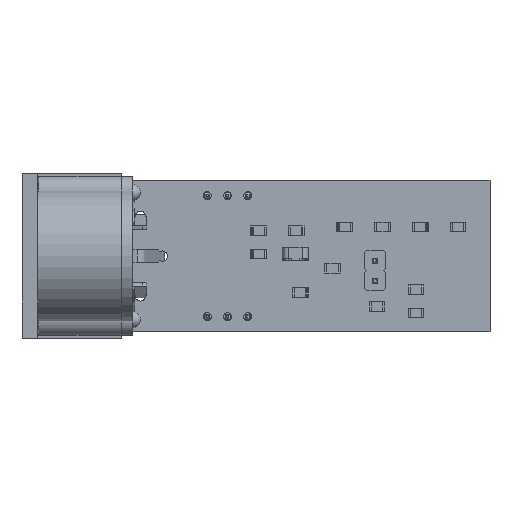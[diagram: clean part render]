
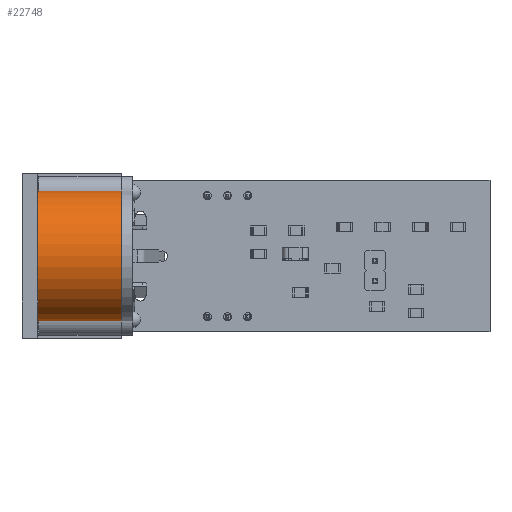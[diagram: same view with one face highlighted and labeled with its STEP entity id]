
A CAD part, top view. The second image highlights one B-rep face of the part: STEP entity #22748.
In plain terms, the highlighted cylindrical face has radius 8.4 mm (diameter 16.8 mm), a partial arc.
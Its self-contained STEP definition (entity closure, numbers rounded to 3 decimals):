
#22748 = ADVANCED_FACE('',(#22749),#22764,.T.);
#22749 = FACE_BOUND('',#22750,.T.);
#22750 = EDGE_LOOP('',(#22751,#22787,#22815,#22844));
#22751 = ORIENTED_EDGE('',*,*,#22752,.F.);
#22752 = EDGE_CURVE('',#22753,#22755,#22757,.T.);
#22753 = VERTEX_POINT('',#22754);
#22754 = CARTESIAN_POINT('',(-8.4,10.,-12.5));
#22755 = VERTEX_POINT('',#22756);
#22756 = CARTESIAN_POINT('',(8.4,10.,-12.5));
#22757 = SURFACE_CURVE('',#22758,(#22763,#22775),.PCURVE_S1.);
#22758 = CIRCLE('',#22759,8.4);
#22759 = AXIS2_PLACEMENT_3D('',#22760,#22761,#22762);
#22760 = CARTESIAN_POINT('',(0.,10.,-12.5));
#22761 = DIRECTION('',(0.,0.,-1.));
#22762 = DIRECTION('',(-1.,0.,0.));
#22763 = PCURVE('',#22764,#22769);
#22764 = CYLINDRICAL_SURFACE('',#22765,8.4);
#22765 = AXIS2_PLACEMENT_3D('',#22766,#22767,#22768);
#22766 = CARTESIAN_POINT('',(0.,10.,-12.5));
#22767 = DIRECTION('',(0.,0.,1.));
#22768 = DIRECTION('',(1.,0.,0.));
#22769 = DEFINITIONAL_REPRESENTATION('',(#22770),#22774);
#22770 = LINE('',#22771,#22772);
#22771 = CARTESIAN_POINT('',(3.142,0.));
#22772 = VECTOR('',#22773,1.);
#22773 = DIRECTION('',(-1.,0.));
#22774 = ( GEOMETRIC_REPRESENTATION_CONTEXT(2) 
PARAMETRIC_REPRESENTATION_CONTEXT() REPRESENTATION_CONTEXT('2D SPACE',''
  ) );
#22775 = PCURVE('',#22776,#22781);
#22776 = PLANE('',#22777);
#22777 = AXIS2_PLACEMENT_3D('',#22778,#22779,#22780);
#22778 = CARTESIAN_POINT('',(0.,10.,-12.5));
#22779 = DIRECTION('',(0.,0.,-1.));
#22780 = DIRECTION('',(-1.,0.,0.));
#22781 = DEFINITIONAL_REPRESENTATION('',(#22782),#22786);
#22782 = CIRCLE('',#22783,8.4);
#22783 = AXIS2_PLACEMENT_2D('',#22784,#22785);
#22784 = CARTESIAN_POINT('',(0.,0.));
#22785 = DIRECTION('',(1.,0.));
#22786 = ( GEOMETRIC_REPRESENTATION_CONTEXT(2) 
PARAMETRIC_REPRESENTATION_CONTEXT() REPRESENTATION_CONTEXT('2D SPACE',''
  ) );
#22787 = ORIENTED_EDGE('',*,*,#22788,.T.);
#22788 = EDGE_CURVE('',#22753,#22789,#22791,.T.);
#22789 = VERTEX_POINT('',#22790);
#22790 = CARTESIAN_POINT('',(-8.4,10.,-2.));
#22791 = SURFACE_CURVE('',#22792,(#22796,#22803),.PCURVE_S1.);
#22792 = LINE('',#22793,#22794);
#22793 = CARTESIAN_POINT('',(-8.4,10.,-12.5));
#22794 = VECTOR('',#22795,1.);
#22795 = DIRECTION('',(0.,0.,1.));
#22796 = PCURVE('',#22764,#22797);
#22797 = DEFINITIONAL_REPRESENTATION('',(#22798),#22802);
#22798 = LINE('',#22799,#22800);
#22799 = CARTESIAN_POINT('',(3.142,0.));
#22800 = VECTOR('',#22801,1.);
#22801 = DIRECTION('',(0.,1.));
#22802 = ( GEOMETRIC_REPRESENTATION_CONTEXT(2) 
PARAMETRIC_REPRESENTATION_CONTEXT() REPRESENTATION_CONTEXT('2D SPACE',''
  ) );
#22803 = PCURVE('',#22804,#22809);
#22804 = CYLINDRICAL_SURFACE('',#22805,8.4);
#22805 = AXIS2_PLACEMENT_3D('',#22806,#22807,#22808);
#22806 = CARTESIAN_POINT('',(0.,10.,-12.5));
#22807 = DIRECTION('',(0.,0.,1.));
#22808 = DIRECTION('',(1.,0.,0.));
#22809 = DEFINITIONAL_REPRESENTATION('',(#22810),#22814);
#22810 = LINE('',#22811,#22812);
#22811 = CARTESIAN_POINT('',(3.142,0.));
#22812 = VECTOR('',#22813,1.);
#22813 = DIRECTION('',(0.,1.));
#22814 = ( GEOMETRIC_REPRESENTATION_CONTEXT(2) 
PARAMETRIC_REPRESENTATION_CONTEXT() REPRESENTATION_CONTEXT('2D SPACE',''
  ) );
#22815 = ORIENTED_EDGE('',*,*,#22816,.T.);
#22816 = EDGE_CURVE('',#22789,#22817,#22819,.T.);
#22817 = VERTEX_POINT('',#22818);
#22818 = CARTESIAN_POINT('',(8.4,10.,-2.));
#22819 = SURFACE_CURVE('',#22820,(#22825,#22832),.PCURVE_S1.);
#22820 = CIRCLE('',#22821,8.4);
#22821 = AXIS2_PLACEMENT_3D('',#22822,#22823,#22824);
#22822 = CARTESIAN_POINT('',(0.,10.,-2.));
#22823 = DIRECTION('',(0.,0.,-1.));
#22824 = DIRECTION('',(-1.,0.,0.));
#22825 = PCURVE('',#22764,#22826);
#22826 = DEFINITIONAL_REPRESENTATION('',(#22827),#22831);
#22827 = LINE('',#22828,#22829);
#22828 = CARTESIAN_POINT('',(3.142,10.5));
#22829 = VECTOR('',#22830,1.);
#22830 = DIRECTION('',(-1.,0.));
#22831 = ( GEOMETRIC_REPRESENTATION_CONTEXT(2) 
PARAMETRIC_REPRESENTATION_CONTEXT() REPRESENTATION_CONTEXT('2D SPACE',''
  ) );
#22832 = PCURVE('',#22833,#22838);
#22833 = PLANE('',#22834);
#22834 = AXIS2_PLACEMENT_3D('',#22835,#22836,#22837);
#22835 = CARTESIAN_POINT('',(0.,10.,-2.));
#22836 = DIRECTION('',(0.,0.,-1.));
#22837 = DIRECTION('',(-1.,0.,0.));
#22838 = DEFINITIONAL_REPRESENTATION('',(#22839),#22843);
#22839 = CIRCLE('',#22840,8.4);
#22840 = AXIS2_PLACEMENT_2D('',#22841,#22842);
#22841 = CARTESIAN_POINT('',(0.,0.));
#22842 = DIRECTION('',(1.,0.));
#22843 = ( GEOMETRIC_REPRESENTATION_CONTEXT(2) 
PARAMETRIC_REPRESENTATION_CONTEXT() REPRESENTATION_CONTEXT('2D SPACE',''
  ) );
#22844 = ORIENTED_EDGE('',*,*,#22845,.F.);
#22845 = EDGE_CURVE('',#22755,#22817,#22846,.T.);
#22846 = SURFACE_CURVE('',#22847,(#22851,#22858),.PCURVE_S1.);
#22847 = LINE('',#22848,#22849);
#22848 = CARTESIAN_POINT('',(8.4,10.,-12.5));
#22849 = VECTOR('',#22850,1.);
#22850 = DIRECTION('',(0.,0.,1.));
#22851 = PCURVE('',#22764,#22852);
#22852 = DEFINITIONAL_REPRESENTATION('',(#22853),#22857);
#22853 = LINE('',#22854,#22855);
#22854 = CARTESIAN_POINT('',(0.,0.));
#22855 = VECTOR('',#22856,1.);
#22856 = DIRECTION('',(0.,1.));
#22857 = ( GEOMETRIC_REPRESENTATION_CONTEXT(2) 
PARAMETRIC_REPRESENTATION_CONTEXT() REPRESENTATION_CONTEXT('2D SPACE',''
  ) );
#22858 = PCURVE('',#22859,#22864);
#22859 = CYLINDRICAL_SURFACE('',#22860,8.4);
#22860 = AXIS2_PLACEMENT_3D('',#22861,#22862,#22863);
#22861 = CARTESIAN_POINT('',(0.,10.,-12.5));
#22862 = DIRECTION('',(0.,0.,1.));
#22863 = DIRECTION('',(1.,0.,0.));
#22864 = DEFINITIONAL_REPRESENTATION('',(#22865),#22869);
#22865 = LINE('',#22866,#22867);
#22866 = CARTESIAN_POINT('',(6.283,0.));
#22867 = VECTOR('',#22868,1.);
#22868 = DIRECTION('',(0.,1.));
#22869 = ( GEOMETRIC_REPRESENTATION_CONTEXT(2) 
PARAMETRIC_REPRESENTATION_CONTEXT() REPRESENTATION_CONTEXT('2D SPACE',''
  ) );
